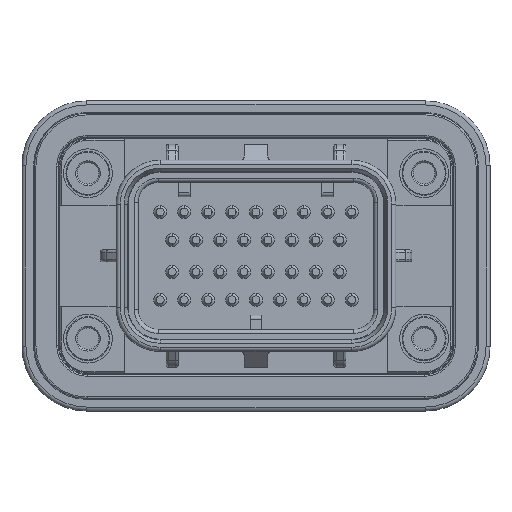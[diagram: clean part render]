
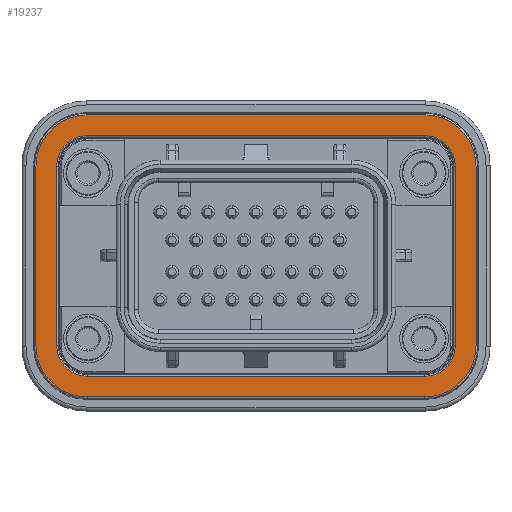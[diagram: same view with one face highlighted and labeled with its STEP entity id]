
A CAD part, top view. The second image highlights one B-rep face of the part: STEP entity #19237.
In plain terms, the highlighted planar face has unit normal (0, 0, 1).
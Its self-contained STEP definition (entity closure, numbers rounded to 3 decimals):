
#2059=CARTESIAN_POINT('',(21.13,-11.25,-14.64));
#2060=DIRECTION('',(0.,0.,1.));
#2061=DIRECTION('',(0.,-1.,0.));
#2062=AXIS2_PLACEMENT_3D('',#2059,#2060,#2061);
#2069=DIRECTION('',(-1.,0.,0.));
#2070=VECTOR('',#2069,42.26);
#2071=CARTESIAN_POINT('',(21.13,-17.65,-14.64));
#2072=LINE('',#2071,#2070);
#2082=CARTESIAN_POINT('',(-21.13,-11.25,-14.64));
#2083=DIRECTION('',(0.,0.,-1.));
#2084=DIRECTION('',(0.,-1.,0.));
#2085=AXIS2_PLACEMENT_3D('',#2082,#2083,#2084);
#2097=DIRECTION('',(0.,1.,0.));
#2098=VECTOR('',#2097,22.5);
#2099=CARTESIAN_POINT('',(-27.53,-11.25,-14.64));
#2100=LINE('',#2099,#2098);
#2110=CARTESIAN_POINT('',(-21.13,11.25,-14.64));
#2111=DIRECTION('',(0.,0.,-1.));
#2112=DIRECTION('',(-1.,0.,0.));
#2113=AXIS2_PLACEMENT_3D('',#2110,#2111,#2112);
#2125=DIRECTION('',(1.,0.,0.));
#2126=VECTOR('',#2125,42.26);
#2127=CARTESIAN_POINT('',(-21.13,17.65,-14.64));
#2128=LINE('',#2127,#2126);
#2138=CARTESIAN_POINT('',(21.13,11.25,-14.64));
#2139=DIRECTION('',(0.,0.,-1.));
#2140=DIRECTION('',(0.,1.,0.));
#2141=AXIS2_PLACEMENT_3D('',#2138,#2139,#2140);
#2153=DIRECTION('',(0.,-1.,0.));
#2154=VECTOR('',#2153,22.5);
#2155=CARTESIAN_POINT('',(27.53,11.25,-14.64));
#2156=LINE('',#2155,#2154);
#2171=CARTESIAN_POINT('',(21.13,-11.25,-14.64));
#2172=DIRECTION('',(0.,0.,1.));
#2173=DIRECTION('',(0.,-1.,0.));
#2174=AXIS2_PLACEMENT_3D('',#2171,#2172,#2173);
#2176=DIRECTION('',(-1.,0.,0.));
#2177=VECTOR('',#2176,42.26);
#2178=CARTESIAN_POINT('',(21.13,-15.05,-14.64));
#2179=LINE('',#2178,#2177);
#2185=CARTESIAN_POINT('',(-21.13,-11.25,-14.64));
#2186=DIRECTION('',(0.,0.,-1.));
#2187=DIRECTION('',(0.,-1.,0.));
#2188=AXIS2_PLACEMENT_3D('',#2185,#2186,#2187);
#2195=DIRECTION('',(0.,1.,0.));
#2196=VECTOR('',#2195,22.5);
#2197=CARTESIAN_POINT('',(-24.93,-11.25,-14.64));
#2198=LINE('',#2197,#2196);
#2204=CARTESIAN_POINT('',(-21.13,11.25,-14.64));
#2205=DIRECTION('',(0.,0.,-1.));
#2206=DIRECTION('',(-1.,0.,0.));
#2207=AXIS2_PLACEMENT_3D('',#2204,#2205,#2206);
#2214=DIRECTION('',(1.,0.,0.));
#2215=VECTOR('',#2214,42.26);
#2216=CARTESIAN_POINT('',(-21.13,15.05,-14.64));
#2217=LINE('',#2216,#2215);
#2223=CARTESIAN_POINT('',(21.13,11.25,-14.64));
#2224=DIRECTION('',(0.,0.,-1.));
#2225=DIRECTION('',(0.,1.,0.));
#2226=AXIS2_PLACEMENT_3D('',#2223,#2224,#2225);
#2233=DIRECTION('',(0.,-1.,0.));
#2234=VECTOR('',#2233,22.5);
#2235=CARTESIAN_POINT('',(24.93,11.25,-14.64));
#2236=LINE('',#2235,#2234);
#16757=CARTESIAN_POINT('',(21.13,-17.65,-14.64));
#16758=CARTESIAN_POINT('',(27.53,-11.25,-14.64));
#16759=VERTEX_POINT('',#16757);
#16760=VERTEX_POINT('',#16758);
#16761=CARTESIAN_POINT('',(21.13,-15.05,-14.64));
#16762=CARTESIAN_POINT('',(24.93,-11.25,-14.64));
#16763=VERTEX_POINT('',#16761);
#16764=VERTEX_POINT('',#16762);
#16765=CARTESIAN_POINT('',(-21.13,-17.65,-14.64));
#16766=VERTEX_POINT('',#16765);
#16767=CARTESIAN_POINT('',(-21.13,-15.05,-14.64));
#16768=VERTEX_POINT('',#16767);
#16769=CARTESIAN_POINT('',(-27.53,-11.25,-14.64));
#16770=VERTEX_POINT('',#16769);
#16771=CARTESIAN_POINT('',(-24.93,-11.25,-14.64));
#16772=VERTEX_POINT('',#16771);
#16773=CARTESIAN_POINT('',(-27.53,11.25,-14.64));
#16774=VERTEX_POINT('',#16773);
#16775=CARTESIAN_POINT('',(-24.93,11.25,-14.64));
#16776=VERTEX_POINT('',#16775);
#16777=CARTESIAN_POINT('',(-21.13,17.65,-14.64));
#16778=VERTEX_POINT('',#16777);
#16779=CARTESIAN_POINT('',(-21.13,15.05,-14.64));
#16780=VERTEX_POINT('',#16779);
#16781=CARTESIAN_POINT('',(21.13,17.65,-14.64));
#16782=VERTEX_POINT('',#16781);
#16783=CARTESIAN_POINT('',(21.13,15.05,-14.64));
#16784=VERTEX_POINT('',#16783);
#16785=CARTESIAN_POINT('',(27.53,11.25,-14.64));
#16786=VERTEX_POINT('',#16785);
#16787=CARTESIAN_POINT('',(24.93,11.25,-14.64));
#16788=VERTEX_POINT('',#16787);
#19197=CARTESIAN_POINT('',(21.13,-11.25,-14.64));
#19198=DIRECTION('',(0.,0.,1.));
#19199=DIRECTION('',(0.,1.,0.));
#19200=AXIS2_PLACEMENT_3D('',#19197,#19198,#19199);
#19201=PLANE('',#19200);
#19202=ORIENTED_EDGE('',*,*,#19187,.F.);
#19204=ORIENTED_EDGE('',*,*,#19203,.T.);
#19206=ORIENTED_EDGE('',*,*,#19205,.T.);
#19208=ORIENTED_EDGE('',*,*,#19207,.T.);
#19210=ORIENTED_EDGE('',*,*,#19209,.T.);
#19212=ORIENTED_EDGE('',*,*,#19211,.T.);
#19214=ORIENTED_EDGE('',*,*,#19213,.T.);
#19216=ORIENTED_EDGE('',*,*,#19215,.T.);
#19217=EDGE_LOOP('',(#19202,#19204,#19206,#19208,#19210,#19212,#19214,#19216));
#19218=FACE_OUTER_BOUND('',#19217,.F.);
#19220=ORIENTED_EDGE('',*,*,#19219,.T.);
#19222=ORIENTED_EDGE('',*,*,#19221,.F.);
#19224=ORIENTED_EDGE('',*,*,#19223,.F.);
#19226=ORIENTED_EDGE('',*,*,#19225,.F.);
#19228=ORIENTED_EDGE('',*,*,#19227,.F.);
#19230=ORIENTED_EDGE('',*,*,#19229,.F.);
#19232=ORIENTED_EDGE('',*,*,#19231,.F.);
#19234=ORIENTED_EDGE('',*,*,#19233,.F.);
#19235=EDGE_LOOP('',(#19220,#19222,#19224,#19226,#19228,#19230,#19232,#19234));
#19236=FACE_BOUND('',#19235,.F.);
#2063=CIRCLE('',#2062,6.4);
#2086=CIRCLE('',#2085,6.4);
#2114=CIRCLE('',#2113,6.4);
#2142=CIRCLE('',#2141,6.4);
#2175=CIRCLE('',#2174,3.8);
#2189=CIRCLE('',#2188,3.8);
#2208=CIRCLE('',#2207,3.8);
#2227=CIRCLE('',#2226,3.8);
#19187=EDGE_CURVE('',#16759,#16760,#2063,.T.);
#19203=EDGE_CURVE('',#16759,#16766,#2072,.T.);
#19205=EDGE_CURVE('',#16766,#16770,#2086,.T.);
#19207=EDGE_CURVE('',#16770,#16774,#2100,.T.);
#19209=EDGE_CURVE('',#16774,#16778,#2114,.T.);
#19211=EDGE_CURVE('',#16778,#16782,#2128,.T.);
#19213=EDGE_CURVE('',#16782,#16786,#2142,.T.);
#19215=EDGE_CURVE('',#16786,#16760,#2156,.T.);
#19219=EDGE_CURVE('',#16763,#16764,#2175,.T.);
#19221=EDGE_CURVE('',#16788,#16764,#2236,.T.);
#19223=EDGE_CURVE('',#16784,#16788,#2227,.T.);
#19225=EDGE_CURVE('',#16780,#16784,#2217,.T.);
#19227=EDGE_CURVE('',#16776,#16780,#2208,.T.);
#19229=EDGE_CURVE('',#16772,#16776,#2198,.T.);
#19231=EDGE_CURVE('',#16768,#16772,#2189,.T.);
#19233=EDGE_CURVE('',#16763,#16768,#2179,.T.);
#19237=ADVANCED_FACE('',(#19218,#19236),#19201,.T.);
